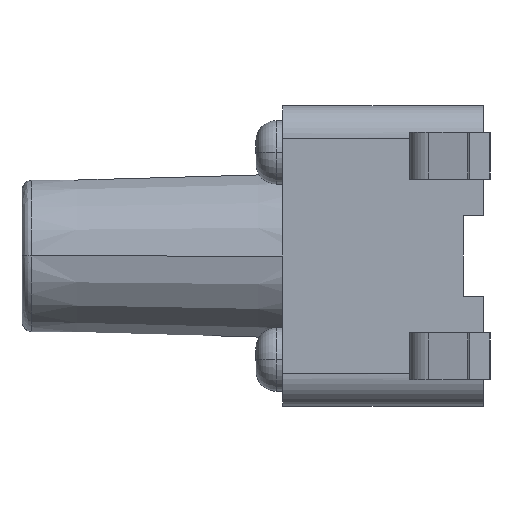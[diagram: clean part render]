
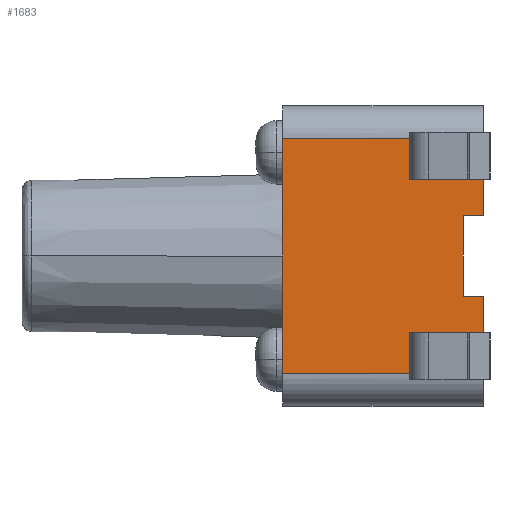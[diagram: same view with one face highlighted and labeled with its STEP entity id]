
A CAD part, left-side view. The second image highlights one B-rep face of the part: STEP entity #1683.
In plain terms, the highlighted planar face has unit normal (-1, 0, 0).
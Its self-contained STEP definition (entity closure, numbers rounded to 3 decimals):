
#8 = CARTESIAN_POINT ( 'NONE',  ( -2.25, -0.6, 0.3 ) ) ;
#238 = CARTESIAN_POINT ( 'NONE',  ( -2.25, -0.6, 0.315 ) ) ;
#294 = EDGE_CURVE ( 'NONE', #310, #6443, #5550, .T. ) ;
#310 = VERTEX_POINT ( 'NONE', #3265 ) ;
#393 = VERTEX_POINT ( 'NONE', #2436 ) ;
#604 = DIRECTION ( 'NONE',  ( 0., -1., 0. ) ) ;
#614 = EDGE_CURVE ( 'NONE', #6044, #854, #2121, .T. ) ;
#652 = LINE ( 'NONE', #3853, #5084 ) ;
#667 = VECTOR ( 'NONE', #6321, 1000. ) ;
#704 = VECTOR ( 'NONE', #1946, 1000. ) ;
#788 = CARTESIAN_POINT ( 'NONE',  ( -2.25, 0.6, 0.3 ) ) ;
#854 = VERTEX_POINT ( 'NONE', #3453 ) ;
#889 = EDGE_CURVE ( 'NONE', #5880, #4206, #3690, .T. ) ;
#916 = LINE ( 'NONE', #1968, #5345 ) ;
#953 = DIRECTION ( 'NONE',  ( 0., 1., 0. ) ) ;
#1036 = DIRECTION ( 'NONE',  ( 0., 0., 1. ) ) ;
#1039 = CARTESIAN_POINT ( 'NONE',  ( -2.25, -1.75, -0.15 ) ) ;
#1199 = VERTEX_POINT ( 'NONE', #4880 ) ;
#1228 = DIRECTION ( 'NONE',  ( 0., -1., 0. ) ) ;
#1312 = ORIENTED_EDGE ( 'NONE', *, *, #6153, .T. ) ;
#1663 = VECTOR ( 'NONE', #5317, 1000. ) ;
#1667 = ORIENTED_EDGE ( 'NONE', *, *, #1796, .T. ) ;
#1683 = ADVANCED_FACE ( 'NONE', ( #6263 ), #2040, .T. ) ;
#1796 = EDGE_CURVE ( 'NONE', #3646, #4887, #5193, .T. ) ;
#1841 = CARTESIAN_POINT ( 'NONE',  ( -2.25, 1.15, -0.15 ) ) ;
#1867 = EDGE_LOOP ( 'NONE', ( #3230, #3037, #3270, #3878, #6825, #1667, #3285, #4048, #3568, #3886, #3169, #1312, #4941, #6016, #4558, #3186 ) ) ;
#1946 = DIRECTION ( 'NONE',  ( 0., 0., 1. ) ) ;
#1968 = CARTESIAN_POINT ( 'NONE',  ( -2.25, -1.925, 0.8 ) ) ;
#2040 = PLANE ( 'NONE',  #5800 ) ;
#2059 = VECTOR ( 'NONE', #4532, 1000. ) ;
#2067 = EDGE_CURVE ( 'NONE', #4887, #2234, #5019, .T. ) ;
#2121 = LINE ( 'NONE', #6144, #704 ) ;
#2177 = VECTOR ( 'NONE', #2375, 1000. ) ;
#2182 = VECTOR ( 'NONE', #2796, 1000. ) ;
#2234 = VERTEX_POINT ( 'NONE', #4270 ) ;
#2247 = LINE ( 'NONE', #2454, #4672 ) ;
#2282 = VERTEX_POINT ( 'NONE', #3668 ) ;
#2369 = VECTOR ( 'NONE', #3960, 1000. ) ;
#2375 = DIRECTION ( 'NONE',  ( 0., 0., -1. ) ) ;
#2436 = CARTESIAN_POINT ( 'NONE',  ( -2.25, -1.15, 0.8 ) ) ;
#2454 = CARTESIAN_POINT ( 'NONE',  ( -2.25, -1.15, -0.15 ) ) ;
#2700 = CARTESIAN_POINT ( 'NONE',  ( -2.25, -1.75, 1.1 ) ) ;
#2712 = DIRECTION ( 'NONE',  ( 0., 1., 0. ) ) ;
#2729 = VECTOR ( 'NONE', #604, 1000. ) ;
#2796 = DIRECTION ( 'NONE',  ( 0., -1., 0. ) ) ;
#2816 = EDGE_CURVE ( 'NONE', #393, #2282, #2247, .T. ) ;
#2850 = EDGE_CURVE ( 'NONE', #6801, #6443, #4755, .T. ) ;
#2852 = CARTESIAN_POINT ( 'NONE',  ( -2.25, 1.75, 0.8 ) ) ;
#3037 = ORIENTED_EDGE ( 'NONE', *, *, #3514, .T. ) ;
#3052 = DIRECTION ( 'NONE',  ( 0., -1., 0. ) ) ;
#3063 = CARTESIAN_POINT ( 'NONE',  ( -2.25, -1.925, 1.1 ) ) ;
#3086 = LINE ( 'NONE', #3063, #4397 ) ;
#3118 = CARTESIAN_POINT ( 'NONE',  ( -2.25, -1.925, -0.15 ) ) ;
#3169 = ORIENTED_EDGE ( 'NONE', *, *, #2816, .T. ) ;
#3186 = ORIENTED_EDGE ( 'NONE', *, *, #5565, .T. ) ;
#3225 = CARTESIAN_POINT ( 'NONE',  ( -2.25, 1.75, -0.15 ) ) ;
#3227 = VECTOR ( 'NONE', #1228, 1000. ) ;
#3230 = ORIENTED_EDGE ( 'NONE', *, *, #889, .T. ) ;
#3242 = CARTESIAN_POINT ( 'NONE',  ( -2.25, 2.475, 3. ) ) ;
#3263 = CARTESIAN_POINT ( 'NONE',  ( -2.25, 1.15, 0.8 ) ) ;
#3265 = CARTESIAN_POINT ( 'NONE',  ( -2.25, 1.75, 3. ) ) ;
#3269 = EDGE_CURVE ( 'NONE', #854, #393, #916, .T. ) ;
#3270 = ORIENTED_EDGE ( 'NONE', *, *, #6002, .T. ) ;
#3285 = ORIENTED_EDGE ( 'NONE', *, *, #2067, .T. ) ;
#3287 = CARTESIAN_POINT ( 'NONE',  ( -2.25, 0.517, 0. ) ) ;
#3335 = LINE ( 'NONE', #3225, #667 ) ;
#3337 = EDGE_CURVE ( 'NONE', #5572, #3646, #6477, .T. ) ;
#3453 = CARTESIAN_POINT ( 'NONE',  ( -2.25, -1.75, 0.8 ) ) ;
#3485 = CARTESIAN_POINT ( 'NONE',  ( -2.25, 1.75, -0.15 ) ) ;
#3514 = EDGE_CURVE ( 'NONE', #4206, #5956, #652, .T. ) ;
#3568 = ORIENTED_EDGE ( 'NONE', *, *, #614, .T. ) ;
#3646 = VERTEX_POINT ( 'NONE', #788 ) ;
#3668 = CARTESIAN_POINT ( 'NONE',  ( -2.25, -1.15, 1.1 ) ) ;
#3690 = LINE ( 'NONE', #1841, #2369 ) ;
#3853 = CARTESIAN_POINT ( 'NONE',  ( -2.25, -1.925, 0.8 ) ) ;
#3865 = VERTEX_POINT ( 'NONE', #4671 ) ;
#3878 = ORIENTED_EDGE ( 'NONE', *, *, #4140, .T. ) ;
#3886 = ORIENTED_EDGE ( 'NONE', *, *, #3269, .T. ) ;
#3960 = DIRECTION ( 'NONE',  ( 0., 0., -1. ) ) ;
#4048 = ORIENTED_EDGE ( 'NONE', *, *, #5908, .T. ) ;
#4140 = EDGE_CURVE ( 'NONE', #1199, #5572, #6174, .T. ) ;
#4206 = VERTEX_POINT ( 'NONE', #3263 ) ;
#4270 = CARTESIAN_POINT ( 'NONE',  ( -2.25, -0.6, 0. ) ) ;
#4397 = VECTOR ( 'NONE', #4665, 1000. ) ;
#4479 = LINE ( 'NONE', #3485, #2059 ) ;
#4532 = DIRECTION ( 'NONE',  ( 0., 0., -1. ) ) ;
#4558 = ORIENTED_EDGE ( 'NONE', *, *, #4867, .T. ) ;
#4665 = DIRECTION ( 'NONE',  ( 0., -1., 0. ) ) ;
#4671 = CARTESIAN_POINT ( 'NONE',  ( -2.25, 1.75, 1.1 ) ) ;
#4672 = VECTOR ( 'NONE', #6172, 1000. ) ;
#4755 = LINE ( 'NONE', #1039, #1663 ) ;
#4867 = EDGE_CURVE ( 'NONE', #310, #3865, #3335, .T. ) ;
#4880 = CARTESIAN_POINT ( 'NONE',  ( -2.25, 1.75, 0. ) ) ;
#4887 = VERTEX_POINT ( 'NONE', #8 ) ;
#4902 = DIRECTION ( 'NONE',  ( 0., -1., 0. ) ) ;
#4904 = VECTOR ( 'NONE', #3052, 1000. ) ;
#4941 = ORIENTED_EDGE ( 'NONE', *, *, #2850, .T. ) ;
#5004 = VECTOR ( 'NONE', #6230, 1000. ) ;
#5019 = LINE ( 'NONE', #238, #2177 ) ;
#5033 = CARTESIAN_POINT ( 'NONE',  ( -2.25, 1.15, 1.1 ) ) ;
#5084 = VECTOR ( 'NONE', #2712, 1000. ) ;
#5160 = CARTESIAN_POINT ( 'NONE',  ( -2.25, 0.6, 0. ) ) ;
#5193 = LINE ( 'NONE', #5967, #2182 ) ;
#5220 = CARTESIAN_POINT ( 'NONE',  ( -2.25, 0.6, -0.015 ) ) ;
#5317 = DIRECTION ( 'NONE',  ( 0., 0., 1. ) ) ;
#5345 = VECTOR ( 'NONE', #953, 1000. ) ;
#5470 = CARTESIAN_POINT ( 'NONE',  ( -2.25, -1.75, 3. ) ) ;
#5550 = LINE ( 'NONE', #3242, #2729 ) ;
#5565 = EDGE_CURVE ( 'NONE', #3865, #5880, #3086, .T. ) ;
#5572 = VERTEX_POINT ( 'NONE', #5160 ) ;
#5736 = LINE ( 'NONE', #6828, #4904 ) ;
#5800 = AXIS2_PLACEMENT_3D ( 'NONE', #3118, #6831, #1036 ) ;
#5880 = VERTEX_POINT ( 'NONE', #5033 ) ;
#5908 = EDGE_CURVE ( 'NONE', #2234, #6044, #6637, .T. ) ;
#5956 = VERTEX_POINT ( 'NONE', #2852 ) ;
#5967 = CARTESIAN_POINT ( 'NONE',  ( -2.25, -0.66, 0.3 ) ) ;
#6002 = EDGE_CURVE ( 'NONE', #5956, #1199, #4479, .T. ) ;
#6016 = ORIENTED_EDGE ( 'NONE', *, *, #294, .F. ) ;
#6017 = CARTESIAN_POINT ( 'NONE',  ( -2.25, -2.333, 0. ) ) ;
#6044 = VERTEX_POINT ( 'NONE', #6715 ) ;
#6144 = CARTESIAN_POINT ( 'NONE',  ( -2.25, -1.75, -0.15 ) ) ;
#6153 = EDGE_CURVE ( 'NONE', #2282, #6801, #5736, .T. ) ;
#6172 = DIRECTION ( 'NONE',  ( 0., 0., 1. ) ) ;
#6174 = LINE ( 'NONE', #3287, #6668 ) ;
#6230 = DIRECTION ( 'NONE',  ( 0., 0., 1. ) ) ;
#6263 = FACE_OUTER_BOUND ( 'NONE', #1867, .T. ) ;
#6321 = DIRECTION ( 'NONE',  ( 0., 0., -1. ) ) ;
#6443 = VERTEX_POINT ( 'NONE', #5470 ) ;
#6477 = LINE ( 'NONE', #5220, #5004 ) ;
#6637 = LINE ( 'NONE', #6017, #3227 ) ;
#6668 = VECTOR ( 'NONE', #4902, 1000. ) ;
#6715 = CARTESIAN_POINT ( 'NONE',  ( -2.25, -1.75, 0. ) ) ;
#6801 = VERTEX_POINT ( 'NONE', #2700 ) ;
#6825 = ORIENTED_EDGE ( 'NONE', *, *, #3337, .T. ) ;
#6828 = CARTESIAN_POINT ( 'NONE',  ( -2.25, -1.925, 1.1 ) ) ;
#6831 = DIRECTION ( 'NONE',  ( -1., 0., 0. ) ) ;
